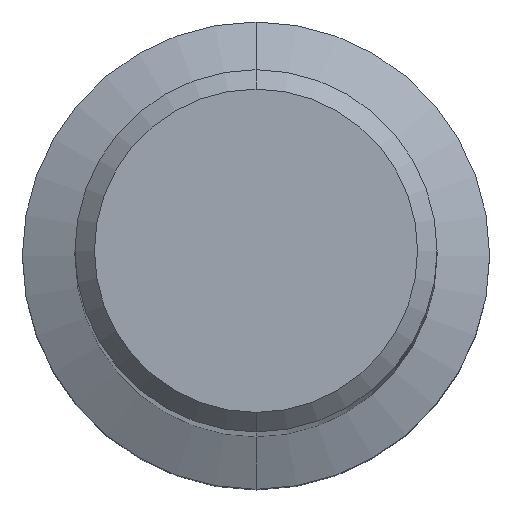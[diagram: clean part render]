
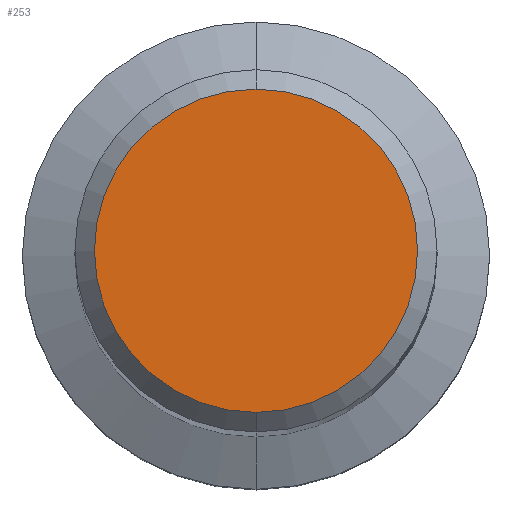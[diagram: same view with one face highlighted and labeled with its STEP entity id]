
A CAD part, top view. The second image highlights one B-rep face of the part: STEP entity #253.
In plain terms, the highlighted planar face has unit normal (0, 0, 1).
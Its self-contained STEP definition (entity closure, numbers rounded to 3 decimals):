
#221=VERTEX_POINT('',#580);
#241=EDGE_CURVE('',#467,#221,#603,.T.);
#253=ADVANCED_FACE('',(#615),#616,.T.);
#415=EDGE_CURVE('',#221,#467,#794,.T.);
#467=VERTEX_POINT('',#854);
#580=CARTESIAN_POINT('',(0.0,4.15,0.0));
#603=CIRCLE('',#1028,4.15);
#615=FACE_OUTER_BOUND('',#1058,.T.);
#616=PLANE('',#1059);
#794=CIRCLE('',#1383,4.15);
#854=CARTESIAN_POINT('',(0.,-4.15,0.0));
#1028=AXIS2_PLACEMENT_3D('',#1721,#1722,#1723);
#1058=EDGE_LOOP('',(#1727,#1728));
#1059=AXIS2_PLACEMENT_3D('',#1729,#1730,#1731);
#1383=AXIS2_PLACEMENT_3D('',#1932,#1933,#1934);
#1721=CARTESIAN_POINT('',(0.0,0.0,0.0));
#1722=DIRECTION('',(0.0,0.0,-1.0));
#1723=DIRECTION('',(0.0,1.0,0.0));
#1727=ORIENTED_EDGE('',*,*,#415,.F.);
#1728=ORIENTED_EDGE('',*,*,#241,.F.);
#1729=CARTESIAN_POINT('',(0.0,2.075,0.0));
#1730=DIRECTION('',(-0.0,0.0,1.0));
#1731=DIRECTION('',(0.0,-1.0,0.0));
#1932=CARTESIAN_POINT('',(0.0,0.0,0.0));
#1933=DIRECTION('',(0.0,0.0,-1.0));
#1934=DIRECTION('',(0.0,1.0,0.0));
